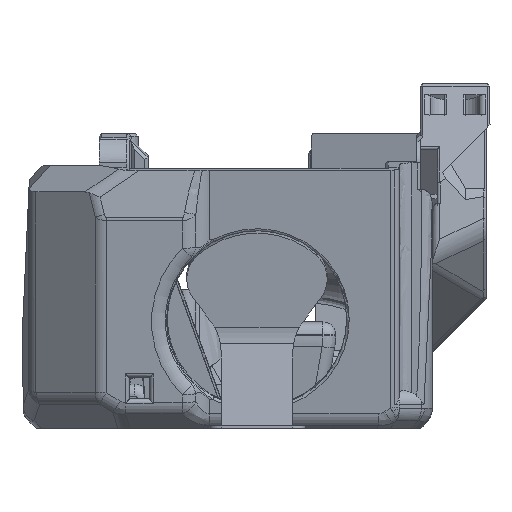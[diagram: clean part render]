
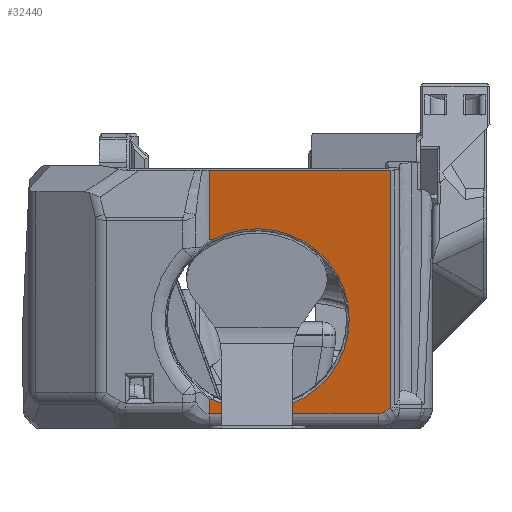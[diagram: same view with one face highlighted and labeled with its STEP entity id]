
A CAD part, left-side view. The second image highlights one B-rep face of the part: STEP entity #32440.
In plain terms, the highlighted planar face has unit normal (-0.985, 0, -0.174).
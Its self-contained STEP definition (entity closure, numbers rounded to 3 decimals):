
#1005=ELLIPSE('',#35037,3.203,2.);
#1749=B_SPLINE_CURVE_WITH_KNOTS('',3,(#55172,#55173,#55174,#55175),
 .UNSPECIFIED.,.F.,.F.,(4,4),(0.,0.382),.UNSPECIFIED.);
#1762=B_SPLINE_CURVE_WITH_KNOTS('',3,(#55486,#55487,#55488,#55489),
 .UNSPECIFIED.,.F.,.F.,(4,4),(0.618,1.),.UNSPECIFIED.);
#2352=CIRCLE('',#34427,14.4);
#7498=ORIENTED_EDGE('',*,*,#15273,.F.);
#7499=ORIENTED_EDGE('',*,*,#14298,.T.);
#7500=ORIENTED_EDGE('',*,*,#15410,.T.);
#7501=ORIENTED_EDGE('',*,*,#15411,.F.);
#7502=ORIENTED_EDGE('',*,*,#15412,.T.);
#7503=ORIENTED_EDGE('',*,*,#15413,.T.);
#7504=ORIENTED_EDGE('',*,*,#15414,.F.);
#7505=ORIENTED_EDGE('',*,*,#15415,.T.);
#7506=ORIENTED_EDGE('',*,*,#14878,.F.);
#7507=ORIENTED_EDGE('',*,*,#14903,.F.);
#14298=EDGE_CURVE('',#18794,#18793,#2352,.T.);
#14878=EDGE_CURVE('',#19178,#19179,#22021,.T.);
#14903=EDGE_CURVE('',#19196,#19178,#22039,.T.);
#15273=EDGE_CURVE('',#18794,#19196,#1749,.F.);
#15410=EDGE_CURVE('',#18793,#19556,#1762,.T.);
#15411=EDGE_CURVE('',#19557,#19556,#22354,.T.);
#15412=EDGE_CURVE('',#19557,#19558,#22355,.T.);
#15413=EDGE_CURVE('',#19558,#19559,#1005,.T.);
#15414=EDGE_CURVE('',#19560,#19559,#22356,.T.);
#15415=EDGE_CURVE('',#19560,#19179,#22357,.T.);
#18793=VERTEX_POINT('',#51028);
#18794=VERTEX_POINT('',#51030);
#19178=VERTEX_POINT('',#53506);
#19179=VERTEX_POINT('',#53508);
#19196=VERTEX_POINT('',#53567);
#19556=VERTEX_POINT('',#55490);
#19557=VERTEX_POINT('',#55492);
#19558=VERTEX_POINT('',#55494);
#19559=VERTEX_POINT('',#55496);
#19560=VERTEX_POINT('',#55498);
#22021=LINE('',#53507,#24884);
#22039=LINE('',#53568,#24902);
#22354=LINE('',#55491,#25217);
#22355=LINE('',#55493,#25218);
#22356=LINE('',#55497,#25219);
#22357=LINE('',#55499,#25220);
#24884=VECTOR('',#39899,1000.);
#24902=VECTOR('',#39937,1000.);
#25217=VECTOR('',#40744,1000.);
#25218=VECTOR('',#40745,1000.);
#25219=VECTOR('',#40748,1000.);
#25220=VECTOR('',#40749,1000.);
#27490=EDGE_LOOP('',(#7498,#7499,#7500,#7501,#7502,#7503,#7504,#7505,#7506,
#7507));
#29494=FACE_BOUND('',#27490,.T.);
#31068=PLANE('',#35036);
#32440=ADVANCED_FACE('',(#29494),#31068,.F.);
#34427=AXIS2_PLACEMENT_3D('',#51029,#38948,#38949);
#35036=AXIS2_PLACEMENT_3D('',#55485,#40742,#40743);
#35037=AXIS2_PLACEMENT_3D('',#55495,#40746,#40747);
#38948=DIRECTION('',(0.985,0.,0.174));
#38949=DIRECTION('',(0.174,0.,-0.985));
#39899=DIRECTION('',(0.,-1.,0.));
#39937=DIRECTION('',(-0.174,0.,0.985));
#40742=DIRECTION('',(0.985,0.,0.174));
#40743=DIRECTION('',(-0.174,0.,0.985));
#40744=DIRECTION('',(-0.174,0.,0.985));
#40745=DIRECTION('',(0.,-1.,0.));
#40746=DIRECTION('',(-0.985,0.,-0.174));
#40747=DIRECTION('',(-0.165,-0.304,0.938));
#40748=DIRECTION('',(0.097,0.829,-0.551));
#40749=DIRECTION('',(-0.174,0.,0.985));
#51028=CARTESIAN_POINT('',(-28.264,11.767,4.533));
#51029=CARTESIAN_POINT('',(-30.458,4.853,16.973));
#51030=CARTESIAN_POINT('',(-32.651,11.767,29.413));
#53506=CARTESIAN_POINT('',(-34.572,12.27,40.304));
#53507=CARTESIAN_POINT('',(-34.572,24.853,40.304));
#53508=CARTESIAN_POINT('',(-34.572,-16.002,40.304));
#53567=CARTESIAN_POINT('',(-32.66,12.27,29.463));
#53568=CARTESIAN_POINT('',(-31.185,12.27,21.099));
#55172=CARTESIAN_POINT('',(-32.66,12.27,29.463));
#55173=CARTESIAN_POINT('',(-32.657,12.102,29.442));
#55174=CARTESIAN_POINT('',(-32.654,11.935,29.425));
#55175=CARTESIAN_POINT('',(-32.651,11.767,29.413));
#55485=CARTESIAN_POINT('',(-31.185,24.853,21.099));
#55486=CARTESIAN_POINT('',(-28.264,11.767,4.533));
#55487=CARTESIAN_POINT('',(-28.262,11.935,4.52));
#55488=CARTESIAN_POINT('',(-28.259,12.102,4.503));
#55489=CARTESIAN_POINT('',(-28.255,12.27,4.482));
#55490=CARTESIAN_POINT('',(-28.255,12.27,4.482));
#55491=CARTESIAN_POINT('',(-31.185,12.27,21.099));
#55492=CARTESIAN_POINT('',(-27.864,12.27,2.262));
#55493=CARTESIAN_POINT('',(-27.864,-14.655,2.262));
#55494=CARTESIAN_POINT('',(-27.864,-14.07,2.262));
#55495=CARTESIAN_POINT('',(-28.404,-14.652,5.326));
#55496=CARTESIAN_POINT('',(-27.923,-15.07,2.597));
#55497=CARTESIAN_POINT('',(-27.821,-14.199,2.018));
#55498=CARTESIAN_POINT('',(-28.032,-16.002,3.216));
#55499=CARTESIAN_POINT('',(-7.663,-16.002,-112.301));
